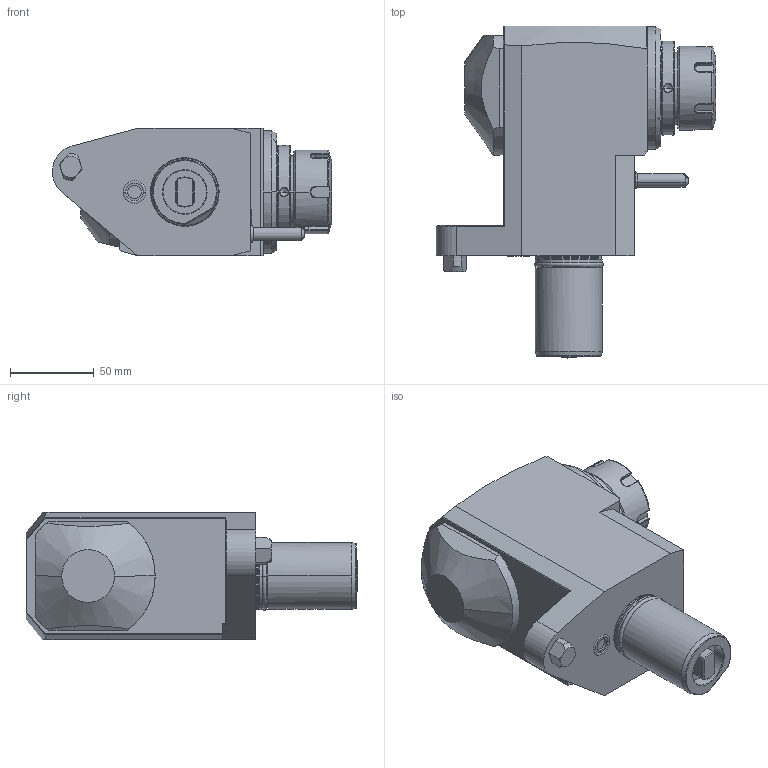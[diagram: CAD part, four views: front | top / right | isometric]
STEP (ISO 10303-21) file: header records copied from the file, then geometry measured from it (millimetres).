
FILE_DESCRIPTION((''),'2;1');
FILE_NAME('NGT1_40_221_32_2_1_100MZ1','2020-02-25T',('vali'),('NOVA GRUP'),'PRO/ENGINEER BY PARAMETRIC TECHNOLOGY CORPORATION, 2010280','PRO/ENGINEER BY PARAMETRIC TECHNOLOGY CORPORATION, 2010280','');
FILE_SCHEMA(('CONFIG_CONTROL_DESIGN'));
Length unit declared in the file: millimetre
Products named in the file (1): NGT1_40_221_32_2_1_100MZ1
Bounding box: 166.59 x 198 x 76 mm (x, y, z)
Volume: 1102012.5 mm3; surface area: 82494 mm2
Topology: 1 solids, 1 shells, 300 faces, 765 edges, 487 vertices
Faces by surface type: plane 133, cylinder 76, cone 44, bspline 28, torus 17, sphere 2
Entity records: 12140 total; most frequent: CARTESIAN_POINT 5274, ORIENTED_EDGE 1530, DIRECTION 1235, EDGE_CURVE 765, VERTEX_POINT 487, AXIS2_PLACEMENT_3D 441, VECTOR 353, LINE 353
